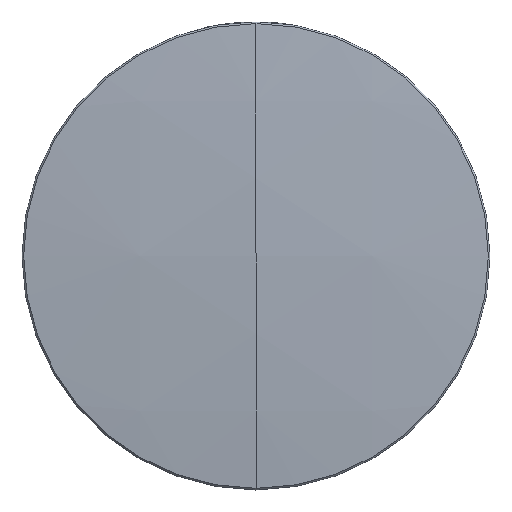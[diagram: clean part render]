
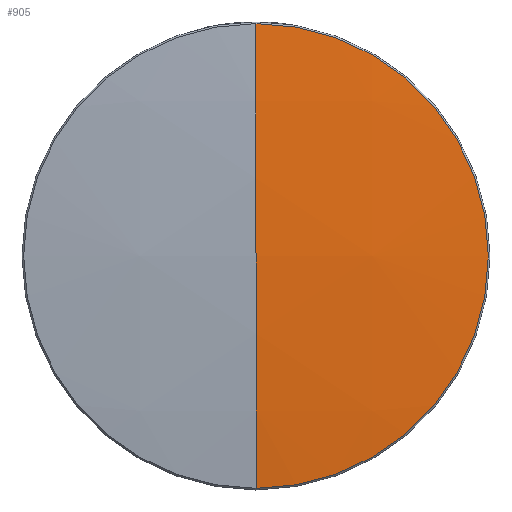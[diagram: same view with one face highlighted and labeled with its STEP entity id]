
A CAD part, top view. The second image highlights one B-rep face of the part: STEP entity #905.
In plain terms, the highlighted spherical face has radius 257.54 mm.
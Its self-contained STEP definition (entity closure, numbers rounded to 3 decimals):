
#312 = CARTESIAN_POINT ( 'NONE',  ( 0., 0., -255.415 ) ) ;
#323 = ORIENTED_EDGE ( 'NONE', *, *, #2355, .T. ) ;
#335 = CIRCLE ( 'NONE', #1204, 25.223 ) ;
#362 = ORIENTED_EDGE ( 'NONE', *, *, #2531, .F. ) ;
#383 = CARTESIAN_POINT ( 'NONE',  ( 0., 25.223, 0.887 ) ) ;
#449 = FACE_OUTER_BOUND ( 'NONE', #2831, .T. ) ;
#467 = CARTESIAN_POINT ( 'NONE',  ( 0., 0., -255.415 ) ) ;
#546 = ORIENTED_EDGE ( 'NONE', *, *, #2600, .T. ) ;
#609 = VERTEX_POINT ( 'NONE', #383 ) ;
#633 = EDGE_CURVE ( 'NONE', #2064, #1048, #2691, .T. ) ;
#706 = CARTESIAN_POINT ( 'NONE',  ( 0., 0., -255.415 ) ) ;
#854 = CARTESIAN_POINT ( 'NONE',  ( 0., -25.223, 0.887 ) ) ;
#905 = ADVANCED_FACE ( 'NONE', ( #449 ), #2589, .T. ) ;
#967 = AXIS2_PLACEMENT_3D ( 'NONE', #2405, #1955, #1075 ) ;
#1028 = CARTESIAN_POINT ( 'NONE',  ( 0., 0., 0.887 ) ) ;
#1048 = VERTEX_POINT ( 'NONE', #2777 ) ;
#1075 = DIRECTION ( 'NONE',  ( 1., 0., 0. ) ) ;
#1138 = AXIS2_PLACEMENT_3D ( 'NONE', #467, #1577, #2006 ) ;
#1141 = DIRECTION ( 'NONE',  ( -1., 0., 0. ) ) ;
#1204 = AXIS2_PLACEMENT_3D ( 'NONE', #1028, #2163, #2586 ) ;
#1212 = CIRCLE ( 'NONE', #1138, 257.54 ) ;
#1377 = CARTESIAN_POINT ( 'NONE',  ( 0., 0., 2.125 ) ) ;
#1463 = ORIENTED_EDGE ( 'NONE', *, *, #633, .T. ) ;
#1514 = AXIS2_PLACEMENT_3D ( 'NONE', #312, #2328, #1625 ) ;
#1570 = DIRECTION ( 'NONE',  ( 0., -1., 0. ) ) ;
#1577 = DIRECTION ( 'NONE',  ( 1., 0., 0. ) ) ;
#1625 = DIRECTION ( 'NONE',  ( 0., -1., 0. ) ) ;
#1647 = AXIS2_PLACEMENT_3D ( 'NONE', #706, #1141, #1570 ) ;
#1795 = VERTEX_POINT ( 'NONE', #1377 ) ;
#1955 = DIRECTION ( 'NONE',  ( 0., 0., 1. ) ) ;
#2006 = DIRECTION ( 'NONE',  ( 0., 1., 0. ) ) ;
#2064 = VERTEX_POINT ( 'NONE', #854 ) ;
#2163 = DIRECTION ( 'NONE',  ( 0., 0., 1. ) ) ;
#2328 = DIRECTION ( 'NONE',  ( 1., 0., 0. ) ) ;
#2355 = EDGE_CURVE ( 'NONE', #1048, #609, #335, .T. ) ;
#2394 = CIRCLE ( 'NONE', #1647, 257.54 ) ;
#2405 = CARTESIAN_POINT ( 'NONE',  ( 0., 0., 0.887 ) ) ;
#2531 = EDGE_CURVE ( 'NONE', #2064, #1795, #2394, .T. ) ;
#2586 = DIRECTION ( 'NONE',  ( 1., 0., 0. ) ) ;
#2589 = SPHERICAL_SURFACE ( 'NONE', #1514, 257.54 ) ;
#2600 = EDGE_CURVE ( 'NONE', #609, #1795, #1212, .T. ) ;
#2691 = CIRCLE ( 'NONE', #967, 25.223 ) ;
#2777 = CARTESIAN_POINT ( 'NONE',  ( 25.223, 0., 0.887 ) ) ;
#2831 = EDGE_LOOP ( 'NONE', ( #1463, #323, #546, #362 ) ) ;
